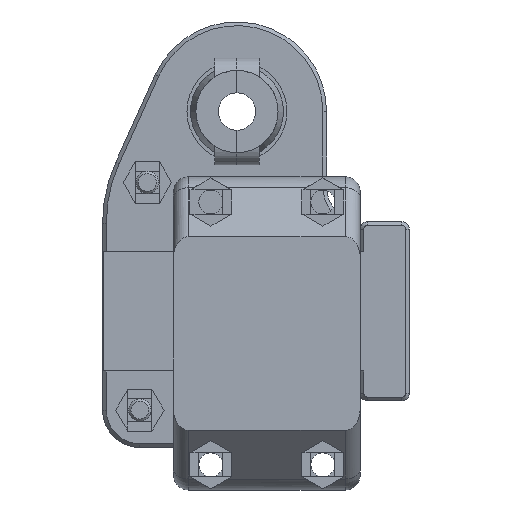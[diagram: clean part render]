
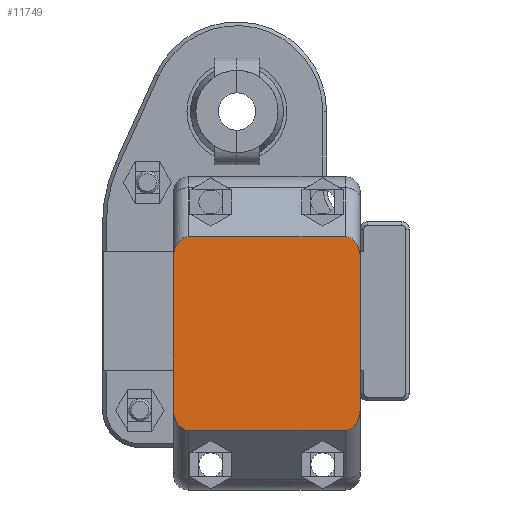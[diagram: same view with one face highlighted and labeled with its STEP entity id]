
A CAD part, front view. The second image highlights one B-rep face of the part: STEP entity #11749.
In plain terms, the highlighted planar face has unit normal (0, -1, 0).
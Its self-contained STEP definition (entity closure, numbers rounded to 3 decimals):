
#69=ELLIPSE('',#12674,2.828,2.);
#70=ELLIPSE('',#12690,2.828,2.);
#75=ELLIPSE('',#12703,2.828,2.);
#80=ELLIPSE('',#12722,2.828,2.);
#1323=LINE('',#19138,#2601);
#1359=LINE('',#19244,#2637);
#1373=LINE('',#19294,#2651);
#1515=LINE('',#19591,#2793);
#2601=VECTOR('',#15662,10.);
#2637=VECTOR('',#15752,10.);
#2651=VECTOR('',#15804,10.);
#2793=VECTOR('',#16086,10.);
#3480=FACE_OUTER_BOUND('',#4151,.T.);
#4151=EDGE_LOOP('',(#10597,#10598,#10599,#10600,#10601,#10602,#10603,#10604));
#5407=VERTEX_POINT('',#19120);
#5408=VERTEX_POINT('',#19121);
#5414=VERTEX_POINT('',#19136);
#5430=VERTEX_POINT('',#19178);
#5431=VERTEX_POINT('',#19179);
#5441=VERTEX_POINT('',#19208);
#5457=VERTEX_POINT('',#19242);
#5474=VERTEX_POINT('',#19290);
#6984=EDGE_CURVE('',#5407,#5408,#69,.T.);
#6993=EDGE_CURVE('',#5414,#5407,#1323,.T.);
#7013=EDGE_CURVE('',#5430,#5431,#70,.T.);
#7028=EDGE_CURVE('',#5441,#5414,#75,.T.);
#7046=EDGE_CURVE('',#5457,#5441,#1359,.T.);
#7070=EDGE_CURVE('',#5474,#5457,#80,.T.);
#7072=EDGE_CURVE('',#5431,#5474,#1373,.T.);
#7222=EDGE_CURVE('',#5408,#5430,#1515,.T.);
#10597=ORIENTED_EDGE('',*,*,#6984,.F.);
#10598=ORIENTED_EDGE('',*,*,#6993,.F.);
#10599=ORIENTED_EDGE('',*,*,#7028,.F.);
#10600=ORIENTED_EDGE('',*,*,#7046,.F.);
#10601=ORIENTED_EDGE('',*,*,#7070,.F.);
#10602=ORIENTED_EDGE('',*,*,#7072,.F.);
#10603=ORIENTED_EDGE('',*,*,#7013,.F.);
#10604=ORIENTED_EDGE('',*,*,#7222,.F.);
#11098=PLANE('',#12822);
#11749=ADVANCED_FACE('',(#3480),#11098,.T.);
#12674=AXIS2_PLACEMENT_3D('',#19122,#15648,#15649);
#12690=AXIS2_PLACEMENT_3D('',#19180,#15699,#15700);
#12703=AXIS2_PLACEMENT_3D('',#19209,#15731,#15732);
#12722=AXIS2_PLACEMENT_3D('',#19291,#15799,#15800);
#12822=AXIS2_PLACEMENT_3D('',#19660,#16167,#16168);
#15648=DIRECTION('center_axis',(0.,1.,0.));
#15649=DIRECTION('ref_axis',(0.,0.,
1.));
#15662=DIRECTION('',(0.,0.,1.));
#15699=DIRECTION('center_axis',(0.,1.,0.));
#15700=DIRECTION('ref_axis',(0.,0.,
1.));
#15731=DIRECTION('center_axis',(0.,1.,0.));
#15732=DIRECTION('ref_axis',(0.,0.,
-1.));
#15752=DIRECTION('',(-1.,0.,0.));
#15799=DIRECTION('center_axis',(0.,1.,0.));
#15800=DIRECTION('ref_axis',(0.,0.,
-1.));
#15804=DIRECTION('',(0.,0.,-1.));
#16086=DIRECTION('',(1.,0.,0.));
#16167=DIRECTION('center_axis',(0.,-1.,0.));
#16168=DIRECTION('ref_axis',(0.,0.,-1.));
#19120=CARTESIAN_POINT('',(0.,-42.,13.109));
#19121=CARTESIAN_POINT('',(2.,-42.,15.937));
#19122=CARTESIAN_POINT('Origin',(2.,-42.,13.109));
#19136=CARTESIAN_POINT('',(0.,-42.,-7.172));
#19138=CARTESIAN_POINT('',(0.,-42.,-18.));
#19178=CARTESIAN_POINT('',(23.,-42.,15.937));
#19179=CARTESIAN_POINT('',(25.,-42.,13.109));
#19180=CARTESIAN_POINT('Origin',(23.,-42.,13.109));
#19208=CARTESIAN_POINT('',(2.,-42.,-10.));
#19209=CARTESIAN_POINT('Origin',(2.,-42.,-7.172));
#19242=CARTESIAN_POINT('',(23.,-42.,-10.));
#19244=CARTESIAN_POINT('',(0.,-42.,-10.));
#19290=CARTESIAN_POINT('',(25.,-42.,-7.172));
#19291=CARTESIAN_POINT('Origin',(23.,-42.,-7.172));
#19294=CARTESIAN_POINT('',(25.,-42.,-18.));
#19591=CARTESIAN_POINT('',(0.,-42.,15.937));
#19660=CARTESIAN_POINT('Origin',(0.,-42.,23.937));
